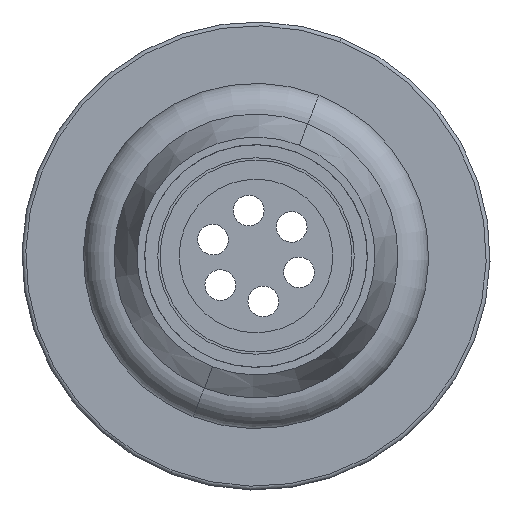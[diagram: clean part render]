
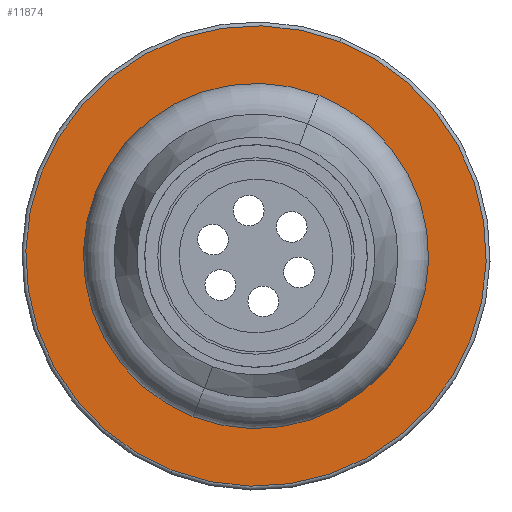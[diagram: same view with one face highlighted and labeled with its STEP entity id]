
A CAD part, left-side view. The second image highlights one B-rep face of the part: STEP entity #11874.
In plain terms, the highlighted planar face has unit normal (-1, 0, 0).
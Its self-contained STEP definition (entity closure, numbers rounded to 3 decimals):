
#1837 = CARTESIAN_POINT ( 'NONE',  ( 26., 0., 0. ) ) ;
#3155 = EDGE_CURVE ( 'NONE', #23513, #21125, #26899, .T. ) ;
#3165 = DIRECTION ( 'NONE',  ( 0., 0., 1. ) ) ;
#5116 = AXIS2_PLACEMENT_3D ( 'NONE', #31916, #35117, #23122 ) ;
#5141 = EDGE_LOOP ( 'NONE', ( #35745, #33690 ) ) ;
#6035 = DIRECTION ( 'NONE',  ( 0., 0., 1. ) ) ;
#6142 = AXIS2_PLACEMENT_3D ( 'NONE', #24805, #28163, #23763 ) ;
#6361 = CARTESIAN_POINT ( 'NONE',  ( 26., 0., -18.5 ) ) ;
#8016 = ORIENTED_EDGE ( 'NONE', *, *, #29018, .T. ) ;
#9609 = CIRCLE ( 'NONE', #36246, 18.5 ) ;
#9771 = EDGE_CURVE ( 'NONE', #30433, #29352, #22767, .T. ) ;
#10846 = FACE_BOUND ( 'NONE', #5141, .T. ) ;
#11739 = DIRECTION ( 'NONE',  ( -1., 0., 0. ) ) ;
#11841 = CARTESIAN_POINT ( 'NONE',  ( 26., 0., 30. ) ) ;
#11874 = ADVANCED_FACE ( 'NONE', ( #20266, #10846 ), #25938, .F. ) ;
#13067 = AXIS2_PLACEMENT_3D ( 'NONE', #1837, #19290, #21910 ) ;
#14484 = CARTESIAN_POINT ( 'NONE',  ( 26., 0., 0. ) ) ;
#15092 = EDGE_CURVE ( 'NONE', #21125, #23513, #9609, .T. ) ;
#15182 = ORIENTED_EDGE ( 'NONE', *, *, #9771, .T. ) ;
#19290 = DIRECTION ( 'NONE',  ( -1., 0., 0. ) ) ;
#20266 = FACE_OUTER_BOUND ( 'NONE', #34668, .T. ) ;
#20359 = DIRECTION ( 'NONE',  ( -1., 0., 0. ) ) ;
#21125 = VERTEX_POINT ( 'NONE', #6361 ) ;
#21910 = DIRECTION ( 'NONE',  ( 0., 0., -1. ) ) ;
#22767 = CIRCLE ( 'NONE', #13067, 30. ) ;
#23122 = DIRECTION ( 'NONE',  ( 0., 0., -1. ) ) ;
#23513 = VERTEX_POINT ( 'NONE', #25380 ) ;
#23763 = DIRECTION ( 'NONE',  ( 0., 0., -1. ) ) ;
#24805 = CARTESIAN_POINT ( 'NONE',  ( 26., 0., -30.5 ) ) ;
#25101 = CARTESIAN_POINT ( 'NONE',  ( 26., 0., -30. ) ) ;
#25380 = CARTESIAN_POINT ( 'NONE',  ( 26., 0., 18.5 ) ) ;
#25938 = PLANE ( 'NONE',  #6142 ) ;
#26899 = CIRCLE ( 'NONE', #34505, 18.5 ) ;
#28163 = DIRECTION ( 'NONE',  ( 1., 0., 0. ) ) ;
#28881 = CARTESIAN_POINT ( 'NONE',  ( 26., 0., 0. ) ) ;
#29018 = EDGE_CURVE ( 'NONE', #29352, #30433, #32776, .T. ) ;
#29352 = VERTEX_POINT ( 'NONE', #11841 ) ;
#30433 = VERTEX_POINT ( 'NONE', #25101 ) ;
#31916 = CARTESIAN_POINT ( 'NONE',  ( 26., 0., 0. ) ) ;
#32776 = CIRCLE ( 'NONE', #5116, 30. ) ;
#33690 = ORIENTED_EDGE ( 'NONE', *, *, #3155, .F. ) ;
#34505 = AXIS2_PLACEMENT_3D ( 'NONE', #14484, #11739, #6035 ) ;
#34668 = EDGE_LOOP ( 'NONE', ( #15182, #8016 ) ) ;
#35117 = DIRECTION ( 'NONE',  ( -1., 0., 0. ) ) ;
#35745 = ORIENTED_EDGE ( 'NONE', *, *, #15092, .F. ) ;
#36246 = AXIS2_PLACEMENT_3D ( 'NONE', #28881, #20359, #3165 ) ;
